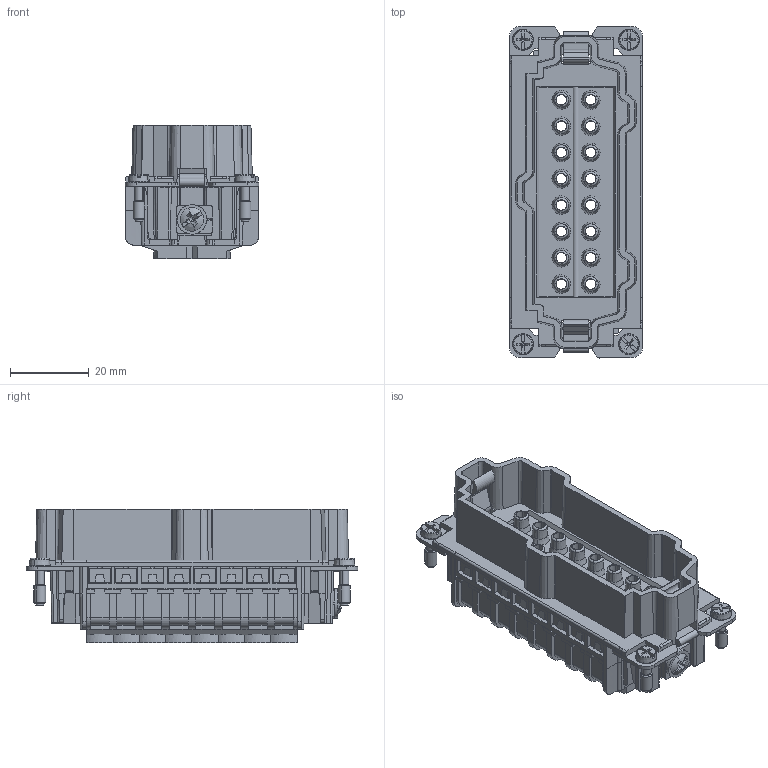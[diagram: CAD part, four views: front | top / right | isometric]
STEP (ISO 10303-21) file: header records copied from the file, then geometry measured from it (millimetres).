
FILE_DESCRIPTION(('CATIA V5 STEP Exchange','CAx-IF Rec.Pracs.--- Model Styling and Organization---1.5--- 2016-08-15','CAx-IF Rec.Pracs.---Supplemental Geometry---1.0---2011-11-01','CAx-IF Rec.Pracs.--- Composite Materials ---1.1---2010-07-15'),'2;1');
FILE_NAME ('13502185_3', '2025-08-22T09:11:51+00:00', ('none'), ('Weidmueller'), 'CATIA Version 5-6 Release 2024 SP4', 'CATIA V5 STEP AP214 v3', 'none');
FILE_SCHEMA(('AUTOMOTIVE_DESIGN { 1 0 10303 214 1 1 1 1 }'));
Products named in the file (1): 1216500000
Bounding box: 34 x 84.5 x 34 mm (x, y, z)
Volume: 27257 mm3; surface area: 42029.1 mm2
Topology: 1 solids, 1 shells, 3127 faces, 9827 edges, 6559 vertices
Faces by surface type: plane 2133, cylinder 599, cone 251, torus 80, sphere 38, bspline 16, extrusion 10
Entity records: 104542 total; most frequent: CARTESIAN_POINT 25188, ORIENTED_EDGE 19560, DIRECTION 11877, EDGE_CURVE 9780, VECTOR 6923, LINE 6913, VERTEX_POINT 6559, EDGE_LOOP 3365
